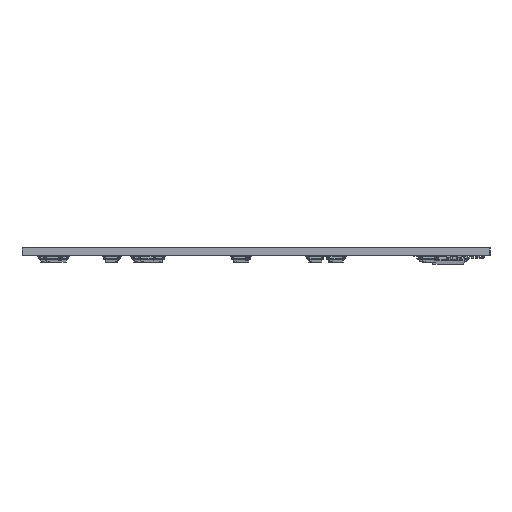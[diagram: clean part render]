
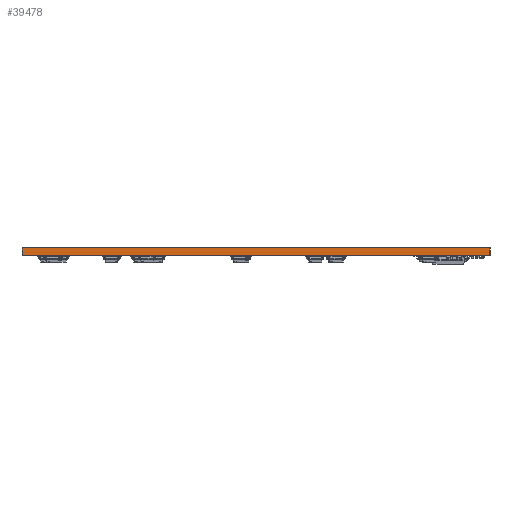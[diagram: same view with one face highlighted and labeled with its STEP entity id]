
A CAD part, left-side view. The second image highlights one B-rep face of the part: STEP entity #39478.
In plain terms, the highlighted planar face has unit normal (-1, 0, 0).
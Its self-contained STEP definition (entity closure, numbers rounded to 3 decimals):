
#39422 = VERTEX_POINT('',#39423);
#39423 = CARTESIAN_POINT('',(65.935,-176.18,1.6));
#39429 = EDGE_CURVE('',#39430,#39422,#39432,.T.);
#39430 = VERTEX_POINT('',#39431);
#39431 = CARTESIAN_POINT('',(65.935,-176.18,0.));
#39432 = LINE('',#39433,#39434);
#39433 = CARTESIAN_POINT('',(65.935,-176.18,0.));
#39434 = VECTOR('',#39435,1.);
#39435 = DIRECTION('',(0.,0.,1.));
#39478 = ADVANCED_FACE('',(#39479),#39504,.T.);
#39479 = FACE_BOUND('',#39480,.T.);
#39480 = EDGE_LOOP('',(#39481,#39482,#39490,#39498));
#39481 = ORIENTED_EDGE('',*,*,#39429,.T.);
#39482 = ORIENTED_EDGE('',*,*,#39483,.T.);
#39483 = EDGE_CURVE('',#39422,#39484,#39486,.T.);
#39484 = VERTEX_POINT('',#39485);
#39485 = CARTESIAN_POINT('',(65.935,-80.93,1.6));
#39486 = LINE('',#39487,#39488);
#39487 = CARTESIAN_POINT('',(65.935,-176.18,1.6));
#39488 = VECTOR('',#39489,1.);
#39489 = DIRECTION('',(0.,1.,0.));
#39490 = ORIENTED_EDGE('',*,*,#39491,.F.);
#39491 = EDGE_CURVE('',#39492,#39484,#39494,.T.);
#39492 = VERTEX_POINT('',#39493);
#39493 = CARTESIAN_POINT('',(65.935,-80.93,0.));
#39494 = LINE('',#39495,#39496);
#39495 = CARTESIAN_POINT('',(65.935,-80.93,0.));
#39496 = VECTOR('',#39497,1.);
#39497 = DIRECTION('',(0.,0.,1.));
#39498 = ORIENTED_EDGE('',*,*,#39499,.F.);
#39499 = EDGE_CURVE('',#39430,#39492,#39500,.T.);
#39500 = LINE('',#39501,#39502);
#39501 = CARTESIAN_POINT('',(65.935,-176.18,0.));
#39502 = VECTOR('',#39503,1.);
#39503 = DIRECTION('',(0.,1.,0.));
#39504 = PLANE('',#39505);
#39505 = AXIS2_PLACEMENT_3D('',#39506,#39507,#39508);
#39506 = CARTESIAN_POINT('',(65.935,-176.18,0.));
#39507 = DIRECTION('',(-1.,0.,0.));
#39508 = DIRECTION('',(0.,1.,0.));
